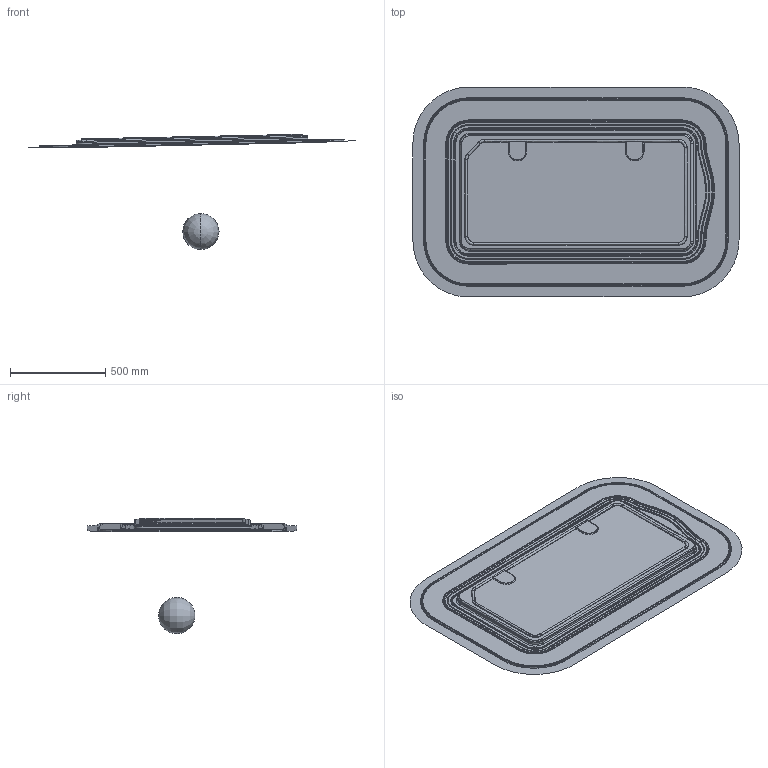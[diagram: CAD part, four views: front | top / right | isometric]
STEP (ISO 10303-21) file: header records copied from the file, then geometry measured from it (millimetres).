
FILE_DESCRIPTION(/* description */ (''),/* implementation_level */ '2;1');
FILE_NAME(/* name */ 'LRTMHA~1',/* time_stamp */ '2021-12-06T11:18:34-05:00',/* author */ (''),/* organization */ (''),/* preprocessor_version */ 'ST-DEVELOPER v16.5',/* originating_system */ '',/* authorisation */ '');
FILE_SCHEMA (('AUTOMOTIVE_DESIGN'));
Length unit declared in the file: inch
Products named in the file (1): Document
Bounding box: 1710.94 x 1101.71 x 605.74 mm (x, y, z)
Volume: 3636143.6 mm3; surface area: 2167245.1 mm2
Topology: 1 solids, 261 shells, 262 faces, 1228 edges, 1224 vertices
Faces by surface type: bspline 238, plane 24
Entity records: 31384 total; most frequent: CARTESIAN_POINT 23025, ORIENTED_EDGE 1226, EDGE_CURVE 1224, VERTEX_POINT 1224, B_SPLINE_CURVE_WITH_KNOTS 876, EDGE_LOOP 271, ADVANCED_FACE 262, FACE_OUTER_BOUND 262
